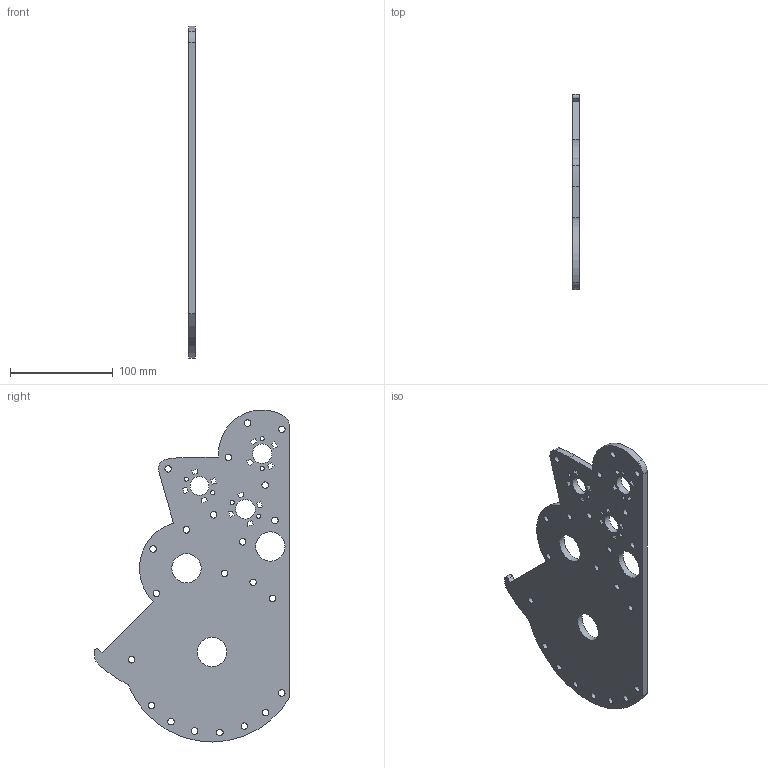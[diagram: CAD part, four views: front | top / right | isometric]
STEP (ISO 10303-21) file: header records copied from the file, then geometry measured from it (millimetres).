
FILE_DESCRIPTION(/* description */ (''),/* implementation_level */ '2;1');
FILE_NAME(/* name */ 'InnerTurretPlate (Motor Mount) v3.step',/* time_stamp */ '2020-03-01T00:51:29-07:00',/* author */ (''),/* organization */ (''),/* preprocessor_version */ 'ST-DEVELOPER v18',/* originating_system */ 'Autodesk Translation Framework v8.12.0.6',/* authorisation */ '');
FILE_SCHEMA (('AUTOMOTIVE_DESIGN { 1 0 10303 214 3 1 1 }'));
Length unit declared in the file: inch
Products named in the file (1): InnerTurretPlate (Motor Mount)
Bounding box: 6.35 x 190.08 x 323.27 mm (x, y, z)
Volume: 237251.5 mm3; surface area: 87980.3 mm2
Topology: 1 solids, 1 shells, 101 faces, 297 edges, 198 vertices
Faces by surface type: cylinder 68, plane 33
Full cylindrical faces by diameter (mm): 4 x6, 6.35 x22, 18.415 x1, 19.05 x2, 28.575 x3
Entity records: 3646 total; most frequent: DIRECTION 637, CARTESIAN_POINT 597, ORIENTED_EDGE 594, EDGE_CURVE 297, AXIS2_PLACEMENT_3D 238, VERTEX_POINT 198, EDGE_LOOP 193, LINE 161
